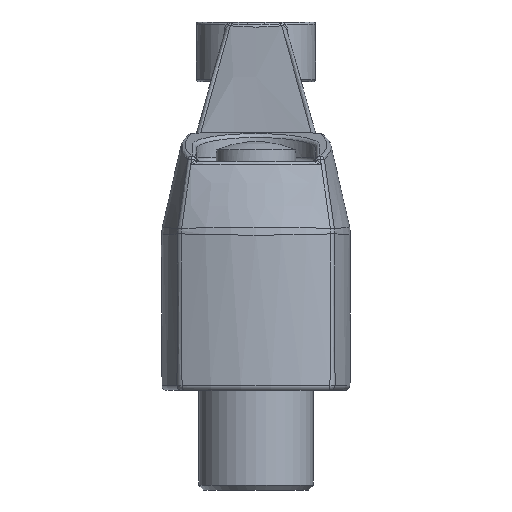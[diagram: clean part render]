
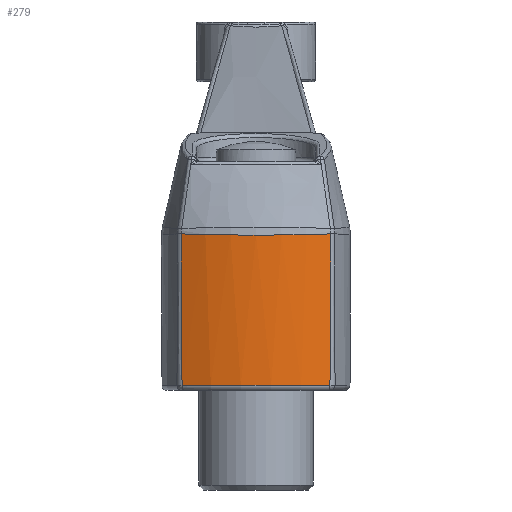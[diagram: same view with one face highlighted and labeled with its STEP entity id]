
A CAD part, left-side view. The second image highlights one B-rep face of the part: STEP entity #279.
In plain terms, the highlighted cylindrical face has radius 18.43 mm (diameter 36.859 mm), a partial arc.
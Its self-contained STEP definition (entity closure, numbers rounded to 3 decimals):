
#279 = ADVANCED_FACE( '', ( #644 ), #645, .T. );
#644 = FACE_OUTER_BOUND( '', #4916, .T. );
#645 = CYLINDRICAL_SURFACE( '', #4917, 18.429 );
#4916 = EDGE_LOOP( '', ( #10573, #10574, #10575, #10576 ) );
#4917 = AXIS2_PLACEMENT_3D( '', #10577, #10578, #10579 );
#10573 = ORIENTED_EDGE( '', *, *, #11442, .T. );
#10574 = ORIENTED_EDGE( '', *, *, #11443, .T. );
#10575 = ORIENTED_EDGE( '', *, *, #11444, .T. );
#10576 = ORIENTED_EDGE( '', *, *, #11445, .T. );
#10577 = CARTESIAN_POINT( '', ( 8.929, 0., 0. ) );
#10578 = DIRECTION( '', ( 0., 0., 1. ) );
#10579 = DIRECTION( '', ( -1., 0., 0. ) );
#11442 = EDGE_CURVE( '', #12038, #11925, #12039, .T. );
#11443 = EDGE_CURVE( '', #11925, #12040, #12041, .F. );
#11444 = EDGE_CURVE( '', #12040, #12042, #12043, .T. );
#11445 = EDGE_CURVE( '', #12042, #12038, #12044, .T. );
#11925 = VERTEX_POINT( '', #14331 );
#12038 = VERTEX_POINT( '', #15201 );
#12039 = B_SPLINE_CURVE_WITH_KNOTS( '', 3, ( #15202, #15203, #15204, #15205, #15206, #15207, #15208, #15209 ), .UNSPECIFIED., .F., .F., ( 4, 1, 1, 1, 1, 4 ), ( 0., 0.156, 0.324, 0.504, 0.705, 0.975 ), .UNSPECIFIED. );
#12040 = VERTEX_POINT( '', #15210 );
#12041 = CIRCLE( '', #15211, 18.429 );
#12042 = VERTEX_POINT( '', #15212 );
#12043 = B_SPLINE_CURVE_WITH_KNOTS( '', 3, ( #15213, #15214, #15215, #15216, #15217, #15218, #15219 ), .UNSPECIFIED., .F., .F., ( 4, 1, 1, 1, 4 ), ( 0.025, 0.295, 0.496, 0.762, 1. ), .UNSPECIFIED. );
#12044 = B_SPLINE_CURVE_WITH_KNOTS( '', 3, ( #15220, #15221, #15222, #15223, #15224, #15225, #15226, #15227, #15228, #15229, #15230, #15231, #15232, #15233, #15234, #15235, #15236, #15237, #15238, #15239, #15240, #15241, #15242, #15243, #15244, #15245, #15246, #15247, #15248, #15249, #15250, #15251, #15252, #15253, #15254, #15255, #15256, #15257, #15258, #15259, #15260, #15261, #15262, #15263, #15264, #15265, #15266, #15267, #15268, #15269, #15270, #15271, #15272, #15273, #15274, #15275 ), .UNSPECIFIED., .F., .F., ( 4, 2, 1, 1, 2, 2, 2, 2, 1, 2, 2, 2, 2, 2, 2, 2, 1, 2, 2, 2, 2, 2, 2, 1, 1, 2, 2, 2, 2, 2, 4 ), ( 0., 0.001, 0.001, 0.001, 0.002, 0.002, 0.002, 0.003, 0.003, 0.003, 0.004, 0.005, 0.006, 0.007, 0.008, 0.008, 0.009, 0.009, 0.01, 0.011, 0.011, 0.012, 0.012, 0.012, 0.012, 0.013, 0.013, 0.014, 0.015, 0.015, 0.016 ), .UNSPECIFIED. );
#14331 = CARTESIAN_POINT( '', ( -7.936, 7.429, 0.5 ) );
#15201 = CARTESIAN_POINT( '', ( -7.905, 7.5, 15.719 ) );
#15202 = CARTESIAN_POINT( '', ( -7.905, 7.5, 15.719 ) );
#15203 = CARTESIAN_POINT( '', ( -7.905, 7.499, 14.908 ) );
#15204 = CARTESIAN_POINT( '', ( -7.906, 7.498, 13.224 ) );
#15205 = CARTESIAN_POINT( '', ( -7.909, 7.49, 10.604 ) );
#15206 = CARTESIAN_POINT( '', ( -7.915, 7.477, 7.745 ) );
#15207 = CARTESIAN_POINT( '', ( -7.924, 7.456, 4.357 ) );
#15208 = CARTESIAN_POINT( '', ( -7.932, 7.439, 1.903 ) );
#15209 = CARTESIAN_POINT( '', ( -7.936, 7.429, 0.5 ) );
#15210 = CARTESIAN_POINT( '', ( -7.936, -7.429, 0.5 ) );
#15211 = AXIS2_PLACEMENT_3D( '', #16829, #16830, #16831 );
#15212 = CARTESIAN_POINT( '', ( -7.905, -7.5, 15.719 ) );
#15213 = CARTESIAN_POINT( '', ( -7.936, -7.429, 0.5 ) );
#15214 = CARTESIAN_POINT( '', ( -7.932, -7.439, 1.903 ) );
#15215 = CARTESIAN_POINT( '', ( -7.924, -7.456, 4.356 ) );
#15216 = CARTESIAN_POINT( '', ( -7.914, -7.48, 8.19 ) );
#15217 = CARTESIAN_POINT( '', ( -7.907, -7.496, 11.859 ) );
#15218 = CARTESIAN_POINT( '', ( -7.906, -7.499, 14.479 ) );
#15219 = CARTESIAN_POINT( '', ( -7.905, -7.5, 15.719 ) );
#15220 = CARTESIAN_POINT( '', ( -7.905, -7.5, 15.719 ) );
#15221 = CARTESIAN_POINT( '', ( -7.938, -7.426, 15.717 ) );
#15222 = CARTESIAN_POINT( '', ( -7.97, -7.352, 15.714 ) );
#15223 = CARTESIAN_POINT( '', ( -8.034, -7.203, 15.71 ) );
#15224 = CARTESIAN_POINT( '', ( -8.128, -6.98, 15.703 ) );
#15225 = CARTESIAN_POINT( '', ( -8.278, -6.605, 15.692 ) );
#15226 = CARTESIAN_POINT( '', ( -8.39, -6.303, 15.683 ) );
#15227 = CARTESIAN_POINT( '', ( -8.497, -5.998, 15.675 ) );
#15228 = CARTESIAN_POINT( '', ( -8.549, -5.845, 15.671 ) );
#15229 = CARTESIAN_POINT( '', ( -8.624, -5.615, 15.666 ) );
#15230 = CARTESIAN_POINT( '', ( -8.648, -5.538, 15.664 ) );
#15231 = CARTESIAN_POINT( '', ( -8.684, -5.422, 15.661 ) );
#15232 = CARTESIAN_POINT( '', ( -8.696, -5.383, 15.66 ) );
#15233 = CARTESIAN_POINT( '', ( -8.72, -5.306, 15.658 ) );
#15234 = CARTESIAN_POINT( '', ( -8.778, -5.113, 15.654 ) );
#15235 = CARTESIAN_POINT( '', ( -8.832, -4.919, 15.65 ) );
#15236 = CARTESIAN_POINT( '', ( -8.957, -4.452, 15.64 ) );
#15237 = CARTESIAN_POINT( '', ( -9.032, -4.14, 15.635 ) );
#15238 = CARTESIAN_POINT( '', ( -9.165, -3.513, 15.625 ) );
#15239 = CARTESIAN_POINT( '', ( -9.223, -3.198, 15.62 ) );
#15240 = CARTESIAN_POINT( '', ( -9.323, -2.566, 15.613 ) );
#15241 = CARTESIAN_POINT( '', ( -9.365, -2.249, 15.61 ) );
#15242 = CARTESIAN_POINT( '', ( -9.432, -1.612, 15.604 ) );
#15243 = CARTESIAN_POINT( '', ( -9.457, -1.293, 15.602 ) );
#15244 = CARTESIAN_POINT( '', ( -9.491, -0.651, 15.6 ) );
#15245 = CARTESIAN_POINT( '', ( -9.5, -0.329, 15.599 ) );
#15246 = CARTESIAN_POINT( '', ( -9.5, 0.075, 15.599 ) );
#15247 = CARTESIAN_POINT( '', ( -9.5, 0.156, 15.599 ) );
#15248 = CARTESIAN_POINT( '', ( -9.497, 0.318, 15.599 ) );
#15249 = CARTESIAN_POINT( '', ( -9.493, 0.56, 15.6 ) );
#15250 = CARTESIAN_POINT( '', ( -9.483, 0.801, 15.601 ) );
#15251 = CARTESIAN_POINT( '', ( -9.458, 1.284, 15.602 ) );
#15252 = CARTESIAN_POINT( '', ( -9.433, 1.605, 15.604 ) );
#15253 = CARTESIAN_POINT( '', ( -9.366, 2.244, 15.609 ) );
#15254 = CARTESIAN_POINT( '', ( -9.324, 2.563, 15.613 ) );
#15255 = CARTESIAN_POINT( '', ( -9.248, 3.04, 15.618 ) );
#15256 = CARTESIAN_POINT( '', ( -9.221, 3.199, 15.621 ) );
#15257 = CARTESIAN_POINT( '', ( -9.162, 3.516, 15.625 ) );
#15258 = CARTESIAN_POINT( '', ( -9.131, 3.674, 15.627 ) );
#15259 = CARTESIAN_POINT( '', ( -9.089, 3.872, 15.631 ) );
#15260 = CARTESIAN_POINT( '', ( -9.08, 3.912, 15.631 ) );
#15261 = CARTESIAN_POINT( '', ( -9.063, 3.991, 15.633 ) );
#15262 = CARTESIAN_POINT( '', ( -9.036, 4.109, 15.634 ) );
#15263 = CARTESIAN_POINT( '', ( -8.972, 4.384, 15.639 ) );
#15264 = CARTESIAN_POINT( '', ( -8.913, 4.618, 15.644 ) );
#15265 = CARTESIAN_POINT( '', ( -8.829, 4.929, 15.65 ) );
#15266 = CARTESIAN_POINT( '', ( -8.786, 5.084, 15.653 ) );
#15267 = CARTESIAN_POINT( '', ( -8.694, 5.392, 15.66 ) );
#15268 = CARTESIAN_POINT( '', ( -8.647, 5.546, 15.664 ) );
#15269 = CARTESIAN_POINT( '', ( -8.497, 6.004, 15.675 ) );
#15270 = CARTESIAN_POINT( '', ( -8.39, 6.307, 15.683 ) );
#15271 = CARTESIAN_POINT( '', ( -8.217, 6.757, 15.696 ) );
#15272 = CARTESIAN_POINT( '', ( -8.158, 6.907, 15.701 ) );
#15273 = CARTESIAN_POINT( '', ( -8.034, 7.204, 15.71 ) );
#15274 = CARTESIAN_POINT( '', ( -7.971, 7.352, 15.715 ) );
#15275 = CARTESIAN_POINT( '', ( -7.905, 7.5, 15.719 ) );
#16829 = CARTESIAN_POINT( '', ( 8.929, 0., 0.5 ) );
#16830 = DIRECTION( '', ( 0., 0., -1. ) );
#16831 = DIRECTION( '', ( -1., 0., 0. ) );
